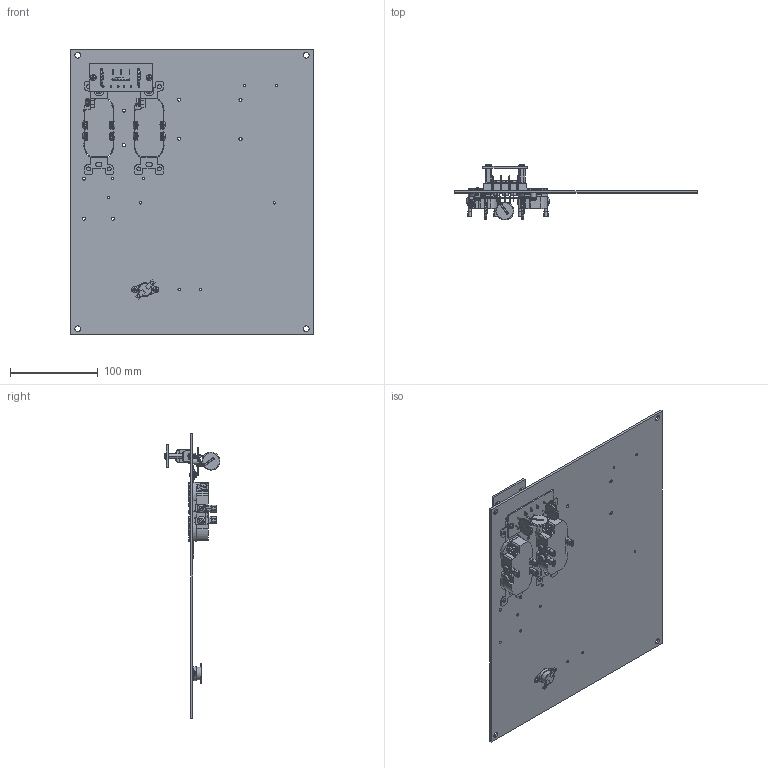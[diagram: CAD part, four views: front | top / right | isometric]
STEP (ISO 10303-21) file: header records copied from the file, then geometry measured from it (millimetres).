
FILE_DESCRIPTION (( 'STEP AP214' ), '1' );
FILE_NAME ('TEF14-RP10F-1_3D.STEP', '2020-04-15T17:04:18', ( '' ), ( '' ), 'SwSTEP 2.0', 'SolidWorks 2018', '' );
FILE_SCHEMA (( 'AUTOMOTIVE_DESIGN' ));
Length unit declared in the file: inch
Products named in the file (18): TEF14-RP10F-1_3D; XFS-0031; XMH-0005; XLBL-F704-UL_With Actual Text; 1AW05-083_With Actual Text; 1AW05-082_With Actual Text; XFW-0004; XFN-0022; X-ASSY-HYP285-1; XERZ-V20D241; X-PCB-HYP285; XF797-02; XFS-0017; XMH-0010; XFN-0013; XCTB-0002; XCT-0010; XF451-01
Assembly tree (37 placements, depth 3):
  TEF14-RP10F-1_3D
    XF451-01
    XCT-0010  x6
    XCTB-0002
    XFN-0013  x2
    XMH-0010  x2
    XFS-0017  x9
    XF797-02
    X-ASSY-HYP285-1
      X-PCB-HYP285
      XERZ-V20D241  x3
    XFN-0022  x2
    XFW-0004  x2
    1AW05-082_With Actual Text
    1AW05-083_With Actual Text
    XLBL-F704-UL_With Actual Text
    XMH-0005
    XFS-0031  x2
Bounding box: 275.59 x 63.6 x 323.85 mm (x, y, z)
Volume: 319743.7 mm3; surface area: 228318.6 mm2
Topology: 36 solids, 36 shells, 2681 faces, 6887 edges, 4393 vertices
Faces by surface type: plane 1456, cylinder 542, bspline 316, cone 255, torus 88, sphere 24
Full cylindrical faces by diameter (mm): 1.102 x1, 1.27 x6, 1.397 x6, 1.778 x6, 2.705 x18, 3.175 x2, 3.429 x2, 3.556 x9, 3.683 x2, 3.81 x2, 3.886 x8, 3.934 x1, 3.962 x2, 4.064 x2, 4.47 x2, 4.572 x10, 5.08 x2, 6.35 x6, 6.667 x3, 6.858 x11, 7.163 x3, 7.62 x3, 8.915 x8, 11.176 x2, 14.478 x1, 16.002 x1, 20.32 x3
Entity records: 80822 total; most frequent: CARTESIAN_POINT 26915, ORIENTED_EDGE 8026, DIRECTION 6721, EDGE_CURVE 4013, VERTEX_POINT 2688, LINE 2549, VECTOR 2549, AXIS2_PLACEMENT_3D 2086
